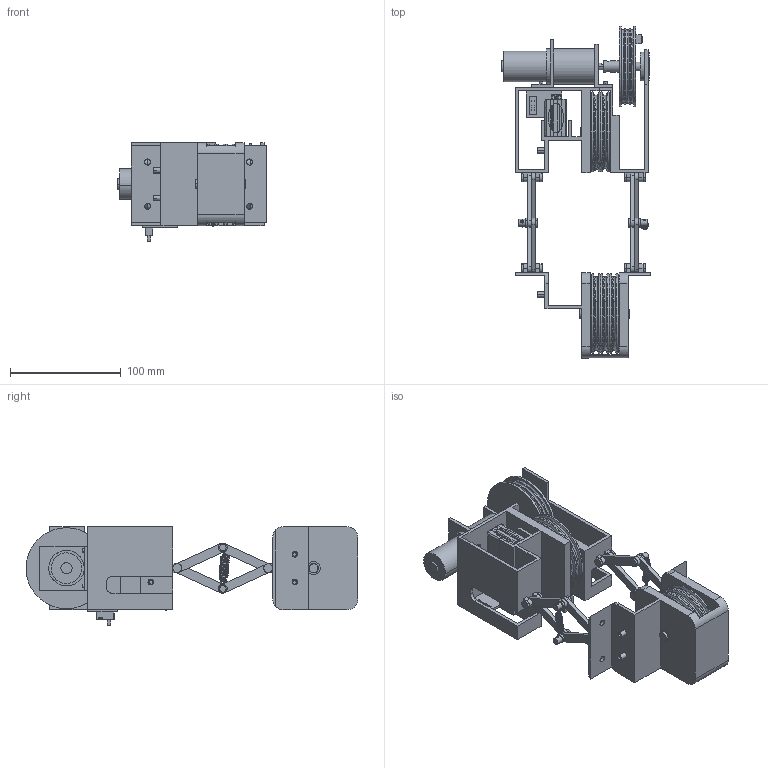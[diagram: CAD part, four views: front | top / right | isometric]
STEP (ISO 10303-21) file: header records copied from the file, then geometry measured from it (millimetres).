
FILE_DESCRIPTION (( 'STEP AP203' ), '1' );
FILE_NAME ('Complete assembly.STEP', '2021-11-08T10:27:35', ( '' ), ( '' ), 'SwSTEP 2.0', 'SolidWorks 2020', '' );
FILE_SCHEMA (( 'CONFIG_CONTROL_DESIGN' ));
Length unit declared in the file: millimetre
Products named in the file (23): Mount L2; Rope Drum; Motor_shaft; Bearing; Li-Po Battery; Link connector 2; Top clamp; DP3T Slide Switch Part; countersunk flat head cross recess screw_iso_ISO 7046-1 - M3 x 8 - Z - 8N; Bottom clamp; Link connector 1; Motor_body; Axle 1; Complete assembly; Axle 2; Mount L1; Link; socket set screw cup point_iso_ISO 4029 - M5 x 10-N; Spring 2; countersunk flat head cross recess screw_iso_ISO 7046-1 - M3 x 10 - Z - 10N; Dc_motor; Pressing plate; Pulley
Assembly tree (54 placements, depth 3):
  Complete assembly
    Top clamp
    Bearing  x5
    Axle 1
    Bottom clamp
    Axle 2
    Pulley  x5
    Pressing plate  x2
    Mount L1
    Mount L2
    Link  x8
    Link connector 1  x4
    Link connector 2  x4
    Rope Drum
    Spring 2  x2
    Li-Po Battery
    DP3T Slide Switch Part
    countersunk flat head cross recess screw_iso_ISO 7046-1 - M3 x 8 - Z - 8N  x4
    socket set screw cup point_iso_ISO 4029 - M5 x 10-N  x4
    countersunk flat head cross recess screw_iso_ISO 7046-1 - M3 x 10 - Z - 10N  x4
    Dc_motor
      Motor_body
      Motor_shaft
Bounding box: 134 x 299.41 x 89.1 mm (x, y, z)
Volume: 503042.6 mm3; surface area: 253741.3 mm2
Topology: 63 solids, 63 shells, 2055 faces, 5585 edges, 3527 vertices
Faces by surface type: plane 719, cylinder 481, sphere 344, torus 208, cone 196, bspline 107
Entity records: 38956 total; most frequent: CARTESIAN_POINT 14202, ORIENTED_EDGE 4522, DIRECTION 4471, EDGE_CURVE 2261, AXIS2_PLACEMENT_3D 1730, VERTEX_POINT 1443, EDGE_LOOP 1028, LINE 1011
